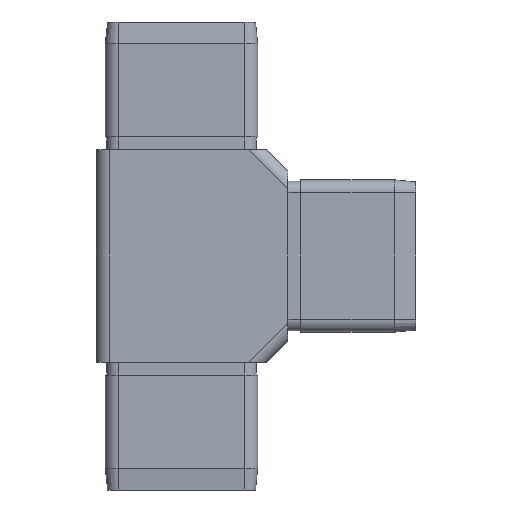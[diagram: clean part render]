
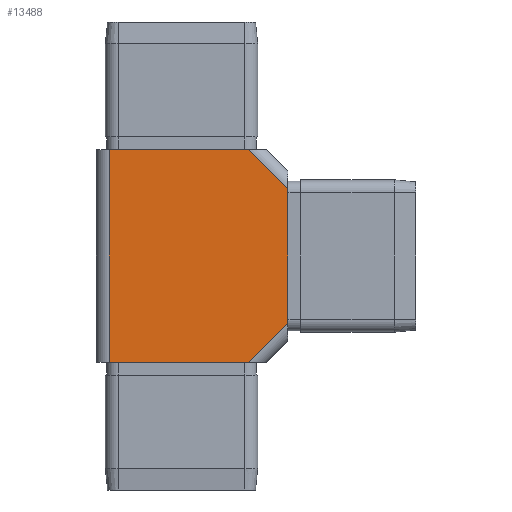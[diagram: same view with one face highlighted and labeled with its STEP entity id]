
A CAD part, left-side view. The second image highlights one B-rep face of the part: STEP entity #13488.
In plain terms, the highlighted planar face has unit normal (-1, 0, 0).
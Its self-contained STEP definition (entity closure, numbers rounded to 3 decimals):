
#140 = EDGE_CURVE ( 'NONE', #3721, #18461, #442, .T. ) ;
#308 = VECTOR ( 'NONE', #4875, 1000. ) ;
#442 = LINE ( 'NONE', #18058, #15746 ) ;
#464 = CARTESIAN_POINT ( 'NONE',  ( -20., -15.379, 22.879 ) ) ;
#933 = ORIENTED_EDGE ( 'NONE', *, *, #6187, .F. ) ;
#1215 = LINE ( 'NONE', #3163, #16292 ) ;
#1739 = DIRECTION ( 'NONE',  ( 0., -1., 0. ) ) ;
#1819 = AXIS2_PLACEMENT_3D ( 'NONE', #17455, #10115, #4228 ) ;
#2073 = ORIENTED_EDGE ( 'NONE', *, *, #140, .T. ) ;
#2141 = EDGE_CURVE ( 'NONE', #12185, #9153, #9389, .T. ) ;
#2877 = DIRECTION ( 'NONE',  ( 0., 0., -1. ) ) ;
#2899 = ORIENTED_EDGE ( 'NONE', *, *, #2141, .T. ) ;
#3010 = VECTOR ( 'NONE', #7768, 1000. ) ;
#3163 = CARTESIAN_POINT ( 'NONE',  ( -20., 22.5, -25. ) ) ;
#3721 = VERTEX_POINT ( 'NONE', #7989 ) ;
#4228 = DIRECTION ( 'NONE',  ( 0., 1., 0. ) ) ;
#4239 = LINE ( 'NONE', #464, #308 ) ;
#4875 = DIRECTION ( 'NONE',  ( 0., 0.707, 0.707 ) ) ;
#6187 = EDGE_CURVE ( 'NONE', #19239, #9153, #11521, .T. ) ;
#6776 = ORIENTED_EDGE ( 'NONE', *, *, #15025, .F. ) ;
#6959 = FACE_OUTER_BOUND ( 'NONE', #17952, .T. ) ;
#7146 = CARTESIAN_POINT ( 'NONE',  ( -20., -13.257, -25. ) ) ;
#7768 = DIRECTION ( 'NONE',  ( 0., -1., 0. ) ) ;
#7989 = CARTESIAN_POINT ( 'NONE',  ( -20., 19.5, 25. ) ) ;
#8406 = ORIENTED_EDGE ( 'NONE', *, *, #9907, .T. ) ;
#9153 = VERTEX_POINT ( 'NONE', #10599 ) ;
#9389 = LINE ( 'NONE', #12305, #13797 ) ;
#9505 = DIRECTION ( 'NONE',  ( 0., -0.707, 0.707 ) ) ;
#9891 = CARTESIAN_POINT ( 'NONE',  ( -20., 19.5, -25. ) ) ;
#9907 = EDGE_CURVE ( 'NONE', #18461, #12185, #1215, .T. ) ;
#10115 = DIRECTION ( 'NONE',  ( 1., 0., 0. ) ) ;
#10599 = CARTESIAN_POINT ( 'NONE',  ( -20., -22.5, -15.757 ) ) ;
#11521 = LINE ( 'NONE', #14592, #12652 ) ;
#11963 = VERTEX_POINT ( 'NONE', #13822 ) ;
#12185 = VERTEX_POINT ( 'NONE', #7146 ) ;
#12305 = CARTESIAN_POINT ( 'NONE',  ( -20., -20.379, -17.879 ) ) ;
#12652 = VECTOR ( 'NONE', #2877, 1000. ) ;
#13169 = PLANE ( 'NONE',  #1819 ) ;
#13488 = ADVANCED_FACE ( 'NONE', ( #6959 ), #13169, .F. ) ;
#13498 = ORIENTED_EDGE ( 'NONE', *, *, #16509, .T. ) ;
#13797 = VECTOR ( 'NONE', #9505, 1000. ) ;
#13822 = CARTESIAN_POINT ( 'NONE',  ( -20., -13.257, 25. ) ) ;
#14592 = CARTESIAN_POINT ( 'NONE',  ( -20., -22.5, 25. ) ) ;
#15025 = EDGE_CURVE ( 'NONE', #3721, #11963, #18772, .T. ) ;
#15746 = VECTOR ( 'NONE', #16330, 1000. ) ;
#16292 = VECTOR ( 'NONE', #1739, 1000. ) ;
#16330 = DIRECTION ( 'NONE',  ( 0., 0., -1. ) ) ;
#16509 = EDGE_CURVE ( 'NONE', #19239, #11963, #4239, .T. ) ;
#17455 = CARTESIAN_POINT ( 'NONE',  ( -20., 22.5, 25. ) ) ;
#17952 = EDGE_LOOP ( 'NONE', ( #8406, #2899, #933, #13498, #6776, #2073 ) ) ;
#18013 = CARTESIAN_POINT ( 'NONE',  ( -20., 22.5, 25. ) ) ;
#18058 = CARTESIAN_POINT ( 'NONE',  ( -20., 19.5, 25. ) ) ;
#18461 = VERTEX_POINT ( 'NONE', #9891 ) ;
#18618 = CARTESIAN_POINT ( 'NONE',  ( -20., -22.5, 15.757 ) ) ;
#18772 = LINE ( 'NONE', #18013, #3010 ) ;
#19239 = VERTEX_POINT ( 'NONE', #18618 ) ;
